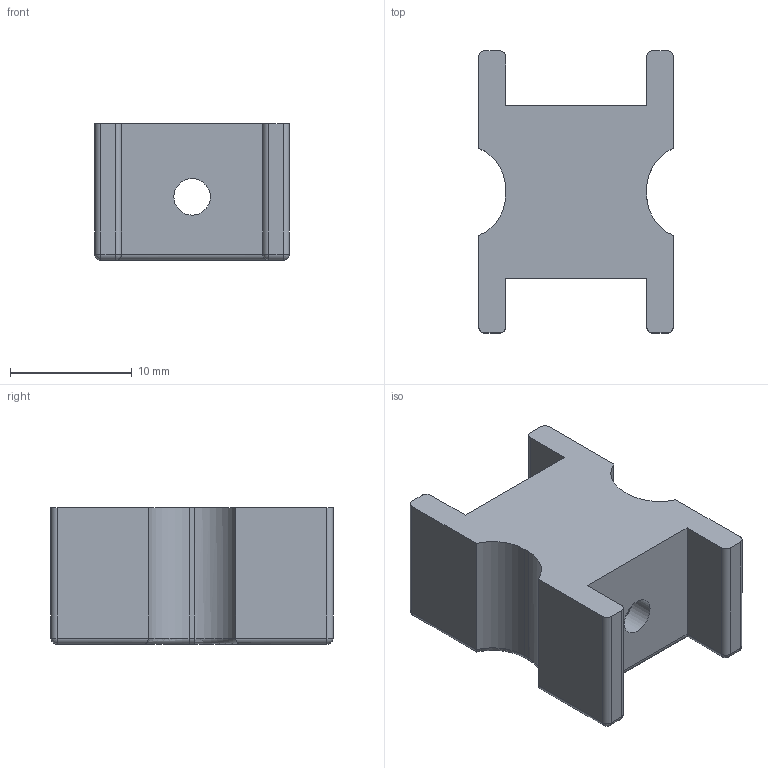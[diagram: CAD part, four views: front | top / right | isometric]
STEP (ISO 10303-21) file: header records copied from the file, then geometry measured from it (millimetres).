
FILE_DESCRIPTION(/* description */ (''),/* implementation_level */ '2;1');
FILE_NAME(/* name */ 'Arm_upper_bar_1 v4.step',/* time_stamp */ '2018-10-19T16:25:26+11:00',/* author */ ('TaylorY96'),/* organization */ (''),/* preprocessor_version */ 'ST-DEVELOPER v17.2',/* originating_system */ 'Autodesk Translation Framework v7.6.0.251',/* authorisation */ '');
FILE_SCHEMA (('AUTOMOTIVE_DESIGN { 1 0 10303 214 3 1 1 }'));
Length unit declared in the file: millimetre
Products named in the file (2): Arm_upper_bar_1; Leg Upper Bar v1
Assembly tree (1 placements, depth 2):
  Arm_upper_bar_1
    Leg Upper Bar v1
Bounding box: 16 x 23.2 x 11.2 mm (x, y, z)
Volume: 2471.6 mm3; surface area: 1860.7 mm2
Topology: 1 solids, 1 shells, 71 faces, 171 edges, 104 vertices
Faces by surface type: cylinder 31, plane 28, sphere 8, torus 4
Full cylindrical faces by diameter (mm): 3 x3
Entity records: 2161 total; most frequent: CARTESIAN_POINT 401, DIRECTION 375, ORIENTED_EDGE 342, EDGE_CURVE 171, AXIS2_PLACEMENT_3D 134, LINE 107, VECTOR 107, VERTEX_POINT 104
